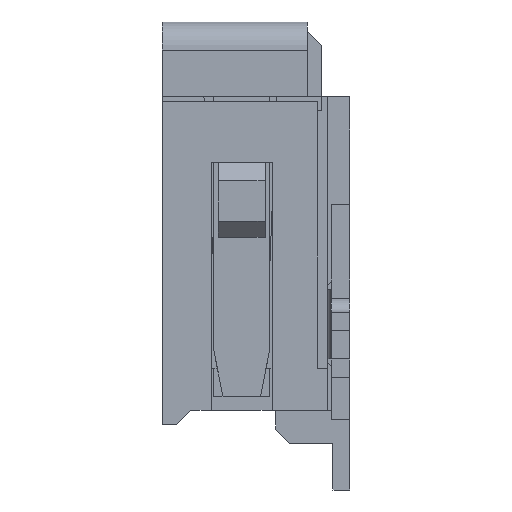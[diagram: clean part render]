
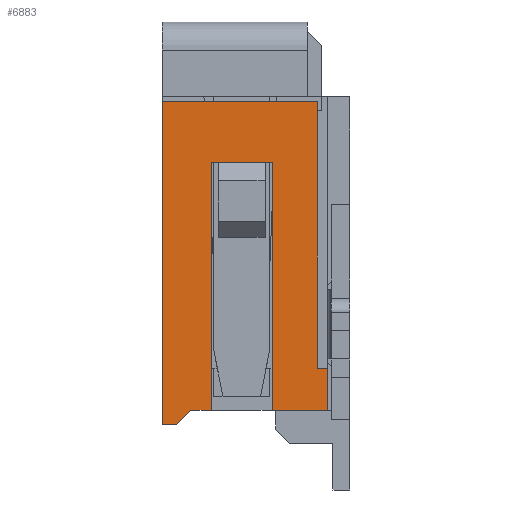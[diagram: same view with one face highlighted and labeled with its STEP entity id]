
A CAD part, left-side view. The second image highlights one B-rep face of the part: STEP entity #6883.
In plain terms, the highlighted planar face has unit normal (-1, 0, 0).
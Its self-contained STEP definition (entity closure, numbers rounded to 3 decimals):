
#13=DIRECTION('',(0.,-1.,0.));
#14=VECTOR('',#13,0.15);
#15=CARTESIAN_POINT('',(-3.9,2.,0.));
#16=LINE('',#15,#14);
#17=DIRECTION('',(0.,-1.,0.));
#18=VECTOR('',#17,1.65);
#19=CARTESIAN_POINT('',(-3.9,2.,3.45));
#20=LINE('',#19,#18);
#21=DIRECTION('',(0.,0.,-1.));
#22=VECTOR('',#21,2.85);
#23=CARTESIAN_POINT('',(-3.9,0.35,3.45));
#24=LINE('',#23,#22);
#25=DIRECTION('',(0.,1.,0.));
#26=VECTOR('',#25,0.11);
#27=CARTESIAN_POINT('',(-3.9,0.24,0.6));
#28=LINE('',#27,#26);
#29=DIRECTION('',(0.,0.,-1.));
#30=VECTOR('',#29,0.45);
#31=CARTESIAN_POINT('',(-3.9,0.24,0.6));
#32=LINE('',#31,#30);
#33=DIRECTION('',(0.,1.,0.));
#34=VECTOR('',#33,0.59);
#35=CARTESIAN_POINT('',(-3.9,0.24,0.15));
#36=LINE('',#35,#34);
#37=DIRECTION('',(0.,0.,1.));
#38=VECTOR('',#37,2.65);
#39=CARTESIAN_POINT('',(-3.9,0.83,0.15));
#40=LINE('',#39,#38);
#41=DIRECTION('',(0.,1.,0.));
#42=VECTOR('',#41,0.65);
#43=CARTESIAN_POINT('',(-3.9,0.83,2.8));
#44=LINE('',#43,#42);
#45=DIRECTION('',(0.,0.,1.));
#46=VECTOR('',#45,2.65);
#47=CARTESIAN_POINT('',(-3.9,1.48,0.15));
#48=LINE('',#47,#46);
#49=DIRECTION('',(0.,1.,0.));
#50=VECTOR('',#49,0.22);
#51=CARTESIAN_POINT('',(-3.9,1.48,0.15));
#52=LINE('',#51,#50);
#53=DIRECTION('',(0.,-0.707,0.707));
#54=VECTOR('',#53,0.212);
#55=CARTESIAN_POINT('',(-3.9,1.85,0.));
#56=LINE('',#55,#54);
#57=DIRECTION('',(0.,0.,1.));
#58=VECTOR('',#57,3.45);
#59=CARTESIAN_POINT('',(-3.9,2.,0.));
#60=LINE('',#59,#58);
#5160=CARTESIAN_POINT('',(-3.9,2.,0.));
#5162=VERTEX_POINT('',#5160);
#5281=CARTESIAN_POINT('',(-3.9,0.83,2.8));
#5282=CARTESIAN_POINT('',(-3.9,1.48,2.8));
#5283=VERTEX_POINT('',#5281);
#5284=VERTEX_POINT('',#5282);
#5285=CARTESIAN_POINT('',(-3.9,0.83,0.15));
#5286=VERTEX_POINT('',#5285);
#5287=CARTESIAN_POINT('',(-3.9,1.48,0.15));
#5288=VERTEX_POINT('',#5287);
#5455=CARTESIAN_POINT('',(-3.9,1.85,0.));
#5457=VERTEX_POINT('',#5455);
#5461=CARTESIAN_POINT('',(-3.9,1.7,0.15));
#5462=VERTEX_POINT('',#5461);
#6043=CARTESIAN_POINT('',(-3.9,0.24,0.15));
#6045=VERTEX_POINT('',#6043);
#6055=CARTESIAN_POINT('',(-3.9,0.24,0.6));
#6056=CARTESIAN_POINT('',(-3.9,0.35,0.6));
#6057=VERTEX_POINT('',#6055);
#6058=VERTEX_POINT('',#6056);
#6085=CARTESIAN_POINT('',(-3.9,2.,3.45));
#6087=VERTEX_POINT('',#6085);
#6089=CARTESIAN_POINT('',(-3.9,0.35,3.45));
#6090=VERTEX_POINT('',#6089);
#6854=CARTESIAN_POINT('',(-3.9,2.,0.));
#6855=DIRECTION('',(-1.,0.,0.));
#6856=DIRECTION('',(0.,-1.,0.));
#6857=AXIS2_PLACEMENT_3D('',#6854,#6855,#6856);
#6858=PLANE('',#6857);
#6860=ORIENTED_EDGE('',*,*,#6859,.T.);
#6862=ORIENTED_EDGE('',*,*,#6861,.T.);
#6864=ORIENTED_EDGE('',*,*,#6863,.F.);
#6866=ORIENTED_EDGE('',*,*,#6865,.T.);
#6868=ORIENTED_EDGE('',*,*,#6867,.T.);
#6870=ORIENTED_EDGE('',*,*,#6869,.T.);
#6872=ORIENTED_EDGE('',*,*,#6871,.T.);
#6874=ORIENTED_EDGE('',*,*,#6873,.F.);
#6876=ORIENTED_EDGE('',*,*,#6875,.T.);
#6877=ORIENTED_EDGE('',*,*,#6845,.F.);
#6878=ORIENTED_EDGE('',*,*,#6834,.F.);
#6880=ORIENTED_EDGE('',*,*,#6879,.T.);
#6881=EDGE_LOOP('',(#6860,#6862,#6864,#6866,#6868,#6870,#6872,#6874,#6876,#6877,
#6878,#6880));
#6882=FACE_OUTER_BOUND('',#6881,.F.);
#6883=ADVANCED_FACE('',(#6882),#6858,.T.);
#6834=EDGE_CURVE('',#5162,#5457,#16,.T.);
#6845=EDGE_CURVE('',#5457,#5462,#56,.T.);
#6859=EDGE_CURVE('',#6087,#6090,#20,.T.);
#6861=EDGE_CURVE('',#6090,#6058,#24,.T.);
#6863=EDGE_CURVE('',#6057,#6058,#28,.T.);
#6865=EDGE_CURVE('',#6057,#6045,#32,.T.);
#6867=EDGE_CURVE('',#6045,#5286,#36,.T.);
#6869=EDGE_CURVE('',#5286,#5283,#40,.T.);
#6871=EDGE_CURVE('',#5283,#5284,#44,.T.);
#6873=EDGE_CURVE('',#5288,#5284,#48,.T.);
#6875=EDGE_CURVE('',#5288,#5462,#52,.T.);
#6879=EDGE_CURVE('',#5162,#6087,#60,.T.);
